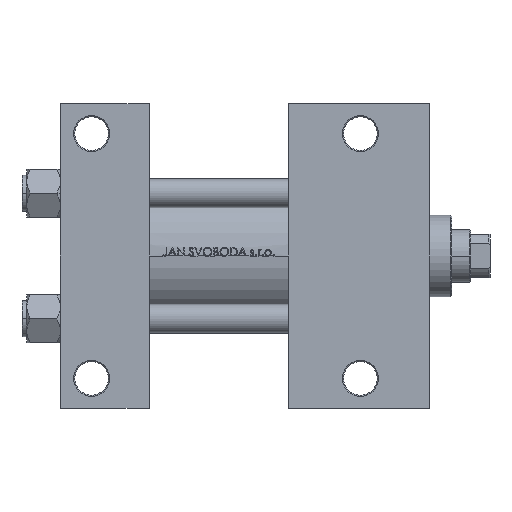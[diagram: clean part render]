
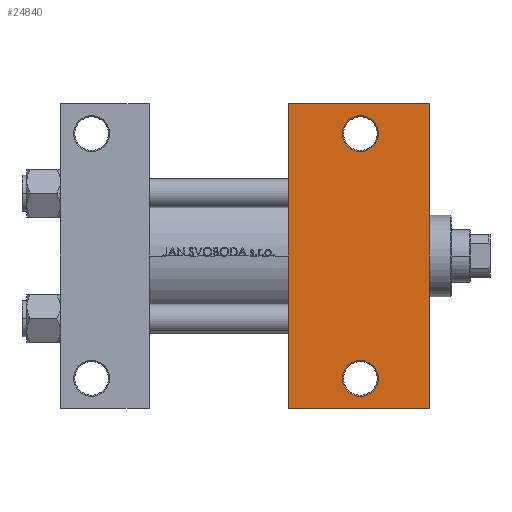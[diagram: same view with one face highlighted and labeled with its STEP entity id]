
A CAD part, front view. The second image highlights one B-rep face of the part: STEP entity #24840.
In plain terms, the highlighted face is planar.
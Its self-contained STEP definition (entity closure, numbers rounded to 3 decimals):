
#434 = ORIENTED_EDGE ( 'NONE', *, *, #27710, .T. ) ;
#613 = LINE ( 'NONE', #859, #11662 ) ;
#859 = CARTESIAN_POINT ( 'NONE',  ( 95., 63.5, -37.5 ) ) ;
#1033 = CARTESIAN_POINT ( 'NONE',  ( 125., -51., -37.5 ) ) ;
#1311 = FACE_OUTER_BOUND ( 'NONE', #23912, .T. ) ;
#2317 = EDGE_CURVE ( 'NONE', #42012, #20346, #25279, .T. ) ;
#3494 = CARTESIAN_POINT ( 'NONE',  ( 95., -63.5, -37.5 ) ) ;
#4131 = DIRECTION ( 'NONE',  ( 0., 0., 1. ) ) ;
#4165 = LINE ( 'NONE', #18319, #15792 ) ;
#4583 = CARTESIAN_POINT ( 'NONE',  ( 125., 51., -37.5 ) ) ;
#5190 = CARTESIAN_POINT ( 'NONE',  ( 154., 37.5, -37.5 ) ) ;
#6260 = VECTOR ( 'NONE', #35457, 1000. ) ;
#6568 = CARTESIAN_POINT ( 'NONE',  ( 154., 63.5, -37.5 ) ) ;
#6975 = DIRECTION ( 'NONE',  ( -1., 0., 0. ) ) ;
#7144 = EDGE_CURVE ( 'NONE', #28572, #43070, #4165, .T. ) ;
#7650 = CARTESIAN_POINT ( 'NONE',  ( 95., -63.5, -37.5 ) ) ;
#7841 = ORIENTED_EDGE ( 'NONE', *, *, #42198, .T. ) ;
#8473 = CIRCLE ( 'NONE', #38583, 7.5 ) ;
#11318 = EDGE_CURVE ( 'NONE', #48081, #41831, #42128, .T. ) ;
#11662 = VECTOR ( 'NONE', #47516, 1000. ) ;
#12257 = CIRCLE ( 'NONE', #25716, 7.5 ) ;
#12276 = DIRECTION ( 'NONE',  ( -1., 0., 0. ) ) ;
#12446 = DIRECTION ( 'NONE',  ( -1., 0., 0. ) ) ;
#13537 = ORIENTED_EDGE ( 'NONE', *, *, #11318, .T. ) ;
#15724 = CARTESIAN_POINT ( 'NONE',  ( 125., -51., -37.5 ) ) ;
#15792 = VECTOR ( 'NONE', #44888, 1000. ) ;
#16000 = DIRECTION ( 'NONE',  ( 0., 0., 1. ) ) ;
#16209 = FACE_BOUND ( 'NONE', #18536, .T. ) ;
#16466 = DIRECTION ( 'NONE',  ( -1., 0., 0. ) ) ;
#18319 = CARTESIAN_POINT ( 'NONE',  ( 95., 37.5, -37.5 ) ) ;
#18428 = VERTEX_POINT ( 'NONE', #6568 ) ;
#18536 = EDGE_LOOP ( 'NONE', ( #42417, #33606 ) ) ;
#18784 = DIRECTION ( 'NONE',  ( -1., 0., 0. ) ) ;
#19002 = CARTESIAN_POINT ( 'NONE',  ( 117.5, -51., -37.5 ) ) ;
#20189 = FACE_BOUND ( 'NONE', #33854, .T. ) ;
#20346 = VERTEX_POINT ( 'NONE', #26036 ) ;
#21311 = AXIS2_PLACEMENT_3D ( 'NONE', #15724, #43033, #16466 ) ;
#21316 = CARTESIAN_POINT ( 'NONE',  ( 95., 63.5, -37.5 ) ) ;
#22609 = CARTESIAN_POINT ( 'NONE',  ( 117.5, 51., -37.5 ) ) ;
#23328 = LINE ( 'NONE', #5190, #6260 ) ;
#23912 = EDGE_LOOP ( 'NONE', ( #35656, #24690, #27652, #434 ) ) ;
#24690 = ORIENTED_EDGE ( 'NONE', *, *, #26205, .T. ) ;
#24840 = ADVANCED_FACE ( 'NONE', ( #20189, #16209, #1311 ), #30626, .T. ) ;
#25279 = CIRCLE ( 'NONE', #21311, 7.5 ) ;
#25343 = LINE ( 'NONE', #3494, #29518 ) ;
#25716 = AXIS2_PLACEMENT_3D ( 'NONE', #1033, #46484, #12446 ) ;
#26036 = CARTESIAN_POINT ( 'NONE',  ( 132.5, -51., -37.5 ) ) ;
#26205 = EDGE_CURVE ( 'NONE', #28572, #18428, #613, .T. ) ;
#26483 = CARTESIAN_POINT ( 'NONE',  ( 125., 51., -37.5 ) ) ;
#27652 = ORIENTED_EDGE ( 'NONE', *, *, #48327, .T. ) ;
#27710 = EDGE_CURVE ( 'NONE', #32401, #43070, #25343, .T. ) ;
#28572 = VERTEX_POINT ( 'NONE', #21316 ) ;
#29518 = VECTOR ( 'NONE', #6975, 1000. ) ;
#30221 = AXIS2_PLACEMENT_3D ( 'NONE', #26483, #4131, #18784 ) ;
#30626 = PLANE ( 'NONE',  #37664 ) ;
#32401 = VERTEX_POINT ( 'NONE', #48379 ) ;
#33606 = ORIENTED_EDGE ( 'NONE', *, *, #37137, .T. ) ;
#33854 = EDGE_LOOP ( 'NONE', ( #7841, #13537 ) ) ;
#34336 = CARTESIAN_POINT ( 'NONE',  ( 154., 37.5, -37.5 ) ) ;
#34588 = DIRECTION ( 'NONE',  ( -1., 0., 0. ) ) ;
#35457 = DIRECTION ( 'NONE',  ( 0., -1., 0. ) ) ;
#35656 = ORIENTED_EDGE ( 'NONE', *, *, #7144, .F. ) ;
#37137 = EDGE_CURVE ( 'NONE', #20346, #42012, #12257, .T. ) ;
#37664 = AXIS2_PLACEMENT_3D ( 'NONE', #34336, #45768, #34588 ) ;
#38583 = AXIS2_PLACEMENT_3D ( 'NONE', #4583, #16000, #12276 ) ;
#41831 = VERTEX_POINT ( 'NONE', #22609 ) ;
#42012 = VERTEX_POINT ( 'NONE', #19002 ) ;
#42128 = CIRCLE ( 'NONE', #30221, 7.5 ) ;
#42198 = EDGE_CURVE ( 'NONE', #41831, #48081, #8473, .T. ) ;
#42417 = ORIENTED_EDGE ( 'NONE', *, *, #2317, .T. ) ;
#43033 = DIRECTION ( 'NONE',  ( 0., 0., 1. ) ) ;
#43070 = VERTEX_POINT ( 'NONE', #7650 ) ;
#44888 = DIRECTION ( 'NONE',  ( 0., -1., 0. ) ) ;
#45674 = CARTESIAN_POINT ( 'NONE',  ( 132.5, 51., -37.5 ) ) ;
#45768 = DIRECTION ( 'NONE',  ( 0., 0., -1. ) ) ;
#46484 = DIRECTION ( 'NONE',  ( 0., 0., 1. ) ) ;
#47516 = DIRECTION ( 'NONE',  ( 1., 0., 0. ) ) ;
#48081 = VERTEX_POINT ( 'NONE', #45674 ) ;
#48327 = EDGE_CURVE ( 'NONE', #18428, #32401, #23328, .T. ) ;
#48379 = CARTESIAN_POINT ( 'NONE',  ( 154., -63.5, -37.5 ) ) ;
